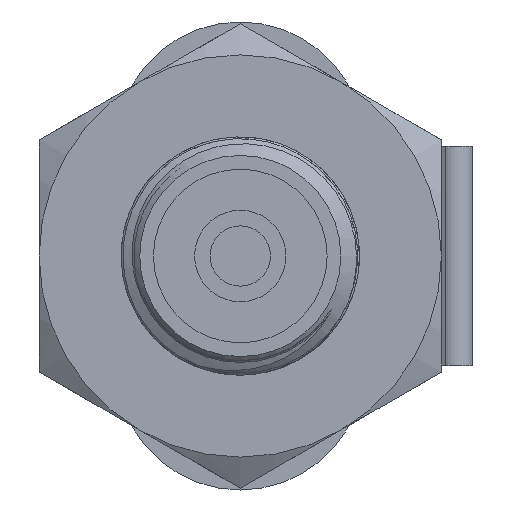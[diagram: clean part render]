
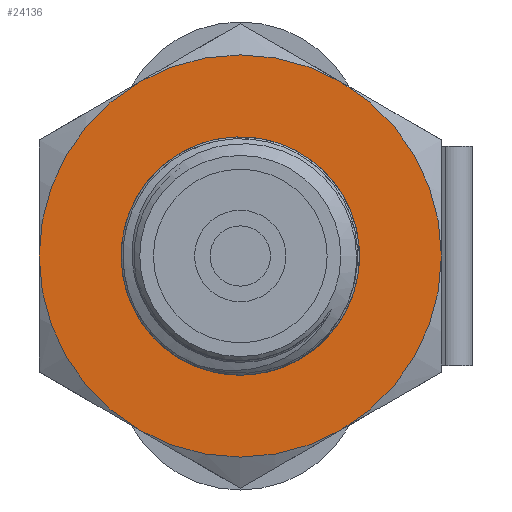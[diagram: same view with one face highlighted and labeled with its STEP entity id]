
A CAD part, left-side view. The second image highlights one B-rep face of the part: STEP entity #24136.
In plain terms, the highlighted planar face has unit normal (-1, 0, 0).
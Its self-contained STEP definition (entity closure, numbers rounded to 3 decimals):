
#539=FACE_BOUND('',#3127,.T.);
#721=PLANE('',#25351);
#1715=FACE_OUTER_BOUND('',#3126,.T.);
#3126=EDGE_LOOP('',(#17950,#17951,#17952,#17953,#17954,#17955));
#3127=EDGE_LOOP('',(#17956));
#4271=CIRCLE('',#25302,11.);
#4272=CIRCLE('',#25304,11.);
#4273=CIRCLE('',#25306,11.);
#4274=CIRCLE('',#25308,11.);
#4275=CIRCLE('',#25310,11.);
#4276=CIRCLE('',#25312,11.);
#4292=CIRCLE('',#25350,6.5);
#10582=VERTEX_POINT('',#41342);
#10583=VERTEX_POINT('',#41346);
#10585=VERTEX_POINT('',#41353);
#10587=VERTEX_POINT('',#41363);
#10589=VERTEX_POINT('',#41376);
#10591=VERTEX_POINT('',#41386);
#10619=VERTEX_POINT('',#44150);
#13277=EDGE_CURVE('',#10582,#10583,#4271,.T.);
#13280=EDGE_CURVE('',#10585,#10582,#4272,.T.);
#13283=EDGE_CURVE('',#10587,#10585,#4273,.T.);
#13285=EDGE_CURVE('',#10589,#10587,#4274,.T.);
#13288=EDGE_CURVE('',#10591,#10589,#4275,.T.);
#13291=EDGE_CURVE('',#10583,#10591,#4276,.T.);
#13345=EDGE_CURVE('',#10619,#10619,#4292,.T.);
#17950=ORIENTED_EDGE('',*,*,#13291,.T.);
#17951=ORIENTED_EDGE('',*,*,#13288,.T.);
#17952=ORIENTED_EDGE('',*,*,#13285,.T.);
#17953=ORIENTED_EDGE('',*,*,#13283,.T.);
#17954=ORIENTED_EDGE('',*,*,#13280,.T.);
#17955=ORIENTED_EDGE('',*,*,#13277,.T.);
#17956=ORIENTED_EDGE('',*,*,#13345,.T.);
#24136=ADVANCED_FACE('',(#1715,#539),#721,.T.);
#25302=AXIS2_PLACEMENT_3D('',#41350,#27467,#27468);
#25304=AXIS2_PLACEMENT_3D('',#41360,#27471,#27472);
#25306=AXIS2_PLACEMENT_3D('',#41370,#27475,#27476);
#25308=AXIS2_PLACEMENT_3D('',#41377,#27479,#27480);
#25310=AXIS2_PLACEMENT_3D('',#41387,#27483,#27484);
#25312=AXIS2_PLACEMENT_3D('',#41396,#27487,#27488);
#25350=AXIS2_PLACEMENT_3D('',#44152,#27574,#27575);
#25351=AXIS2_PLACEMENT_3D('',#44153,#27576,#27577);
#27467=DIRECTION('center_axis',(-1.,0.,0.));
#27468=DIRECTION('ref_axis',(0.,1.,0.));
#27471=DIRECTION('center_axis',(-1.,0.,0.));
#27472=DIRECTION('ref_axis',(0.,1.,0.));
#27475=DIRECTION('center_axis',(-1.,0.,0.));
#27476=DIRECTION('ref_axis',(0.,1.,0.));
#27479=DIRECTION('center_axis',(-1.,0.,0.));
#27480=DIRECTION('ref_axis',(0.,1.,0.));
#27483=DIRECTION('center_axis',(-1.,0.,0.));
#27484=DIRECTION('ref_axis',(0.,1.,0.));
#27487=DIRECTION('center_axis',(-1.,0.,0.));
#27488=DIRECTION('ref_axis',(0.,1.,0.));
#27574=DIRECTION('center_axis',(1.,0.,0.));
#27575=DIRECTION('ref_axis',(0.,0.,-1.));
#27576=DIRECTION('center_axis',(-1.,0.,0.));
#27577=DIRECTION('ref_axis',(0.,0.,1.));
#41342=CARTESIAN_POINT('',(-36.7,-11.,0.));
#41346=CARTESIAN_POINT('',(-36.7,-5.5,9.526));
#41350=CARTESIAN_POINT('Origin',(-36.7,0.,0.));
#41353=CARTESIAN_POINT('',(-36.7,-5.5,-9.526));
#41360=CARTESIAN_POINT('Origin',(-36.7,0.,0.));
#41363=CARTESIAN_POINT('',(-36.7,5.5,-9.526));
#41370=CARTESIAN_POINT('Origin',(-36.7,0.,0.));
#41376=CARTESIAN_POINT('',(-36.7,11.,0.));
#41377=CARTESIAN_POINT('Origin',(-36.7,0.,0.));
#41386=CARTESIAN_POINT('',(-36.7,5.5,9.526));
#41387=CARTESIAN_POINT('Origin',(-36.7,0.,0.));
#41396=CARTESIAN_POINT('Origin',(-36.7,0.,0.));
#44150=CARTESIAN_POINT('',(-36.7,0.,6.5));
#44152=CARTESIAN_POINT('Origin',(-36.7,0.,0.));
#44153=CARTESIAN_POINT('Origin',(-36.7,11.,0.));
